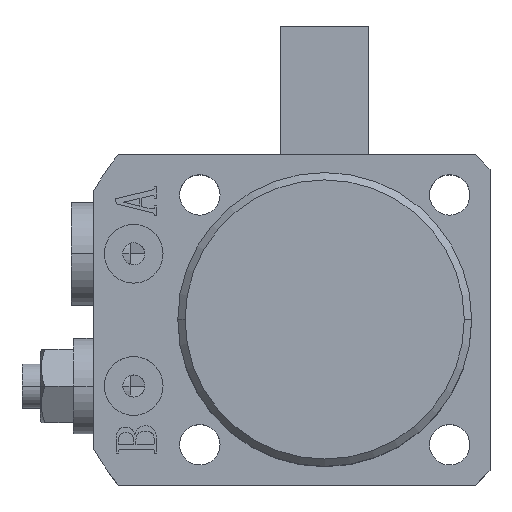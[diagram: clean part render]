
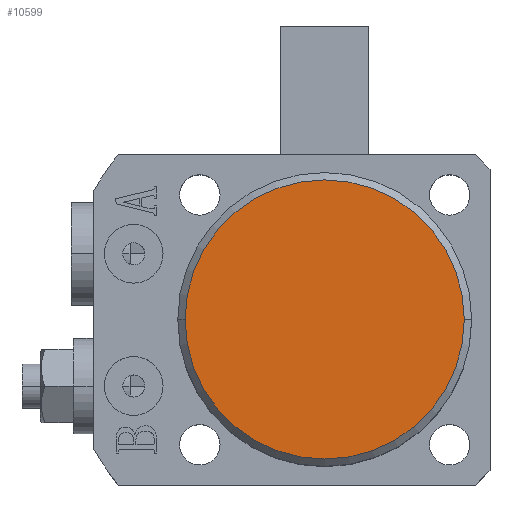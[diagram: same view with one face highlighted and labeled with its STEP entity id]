
A CAD part, top view. The second image highlights one B-rep face of the part: STEP entity #10599.
In plain terms, the highlighted planar face has unit normal (0, 0, 1).
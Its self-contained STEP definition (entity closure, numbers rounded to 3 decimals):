
#469 = AXIS2_PLACEMENT_3D ( 'NONE', #5912, #5913, #5914 ) ;
#495 = AXIS2_PLACEMENT_3D ( 'NONE', #5085, #5086, #5087 ) ;
#575 = AXIS2_PLACEMENT_3D ( 'NONE', #3089, #9914, #9915 ) ;
#1606 = EDGE_CURVE ( 'NONE', #4157, #7454, #6892, .T. ) ;
#1684 = EDGE_CURVE ( 'NONE', #7454, #4157, #7006, .T. ) ;
#3089 = CARTESIAN_POINT ( 'NONE',  ( 0., 0., 54. ) ) ;
#3096 = PLANE ( 'NONE',  #575 ) ;
#3496 = FACE_OUTER_BOUND ( 'NONE', #7751, .T. ) ;
#4157 = VERTEX_POINT ( 'NONE', #5088 ) ;
#5085 = CARTESIAN_POINT ( 'NONE',  ( 0., 0., 54. ) ) ;
#5086 = DIRECTION ( 'NONE',  ( 0., 0., 1. ) ) ;
#5087 = DIRECTION ( 'NONE',  ( 1., 0., 0. ) ) ;
#5088 = CARTESIAN_POINT ( 'NONE',  ( -19., 0., 54. ) ) ;
#5399 = CARTESIAN_POINT ( 'NONE',  ( 19., 0., 54. ) ) ;
#5912 = CARTESIAN_POINT ( 'NONE',  ( 0., 0., 54. ) ) ;
#5913 = DIRECTION ( 'NONE',  ( 0., 0., 1. ) ) ;
#5914 = DIRECTION ( 'NONE',  ( 1., 0., 0. ) ) ;
#6892 = CIRCLE ( 'NONE', #469, 19. ) ;
#7006 = CIRCLE ( 'NONE', #495, 19. ) ;
#7454 = VERTEX_POINT ( 'NONE', #5399 ) ;
#7751 = EDGE_LOOP ( 'NONE', ( #9692, #9693 ) ) ;
#9692 = ORIENTED_EDGE ( 'NONE', *, *, #1606, .T. ) ;
#9693 = ORIENTED_EDGE ( 'NONE', *, *, #1684, .T. ) ;
#9914 = DIRECTION ( 'NONE',  ( 0., 0., 1. ) ) ;
#9915 = DIRECTION ( 'NONE',  ( 1., 0., 0. ) ) ;
#10599 = ADVANCED_FACE ( 'NONE', ( #3496 ), #3096, .T. ) ;
